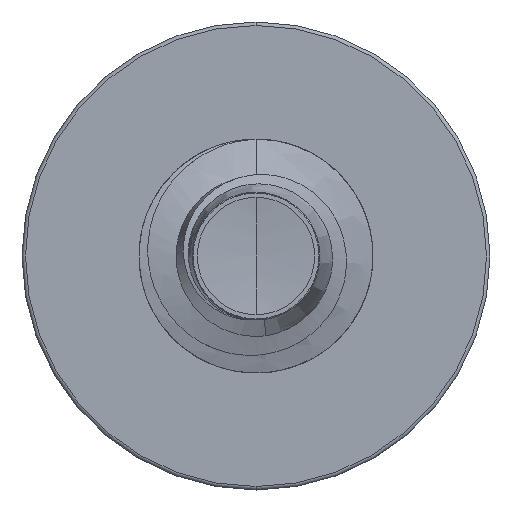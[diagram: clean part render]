
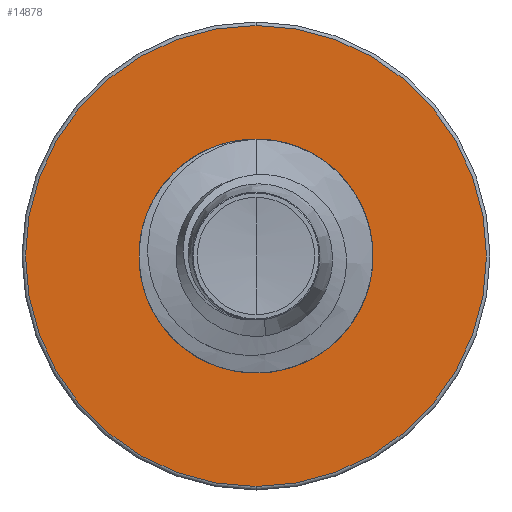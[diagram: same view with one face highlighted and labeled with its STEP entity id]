
A CAD part, front view. The second image highlights one B-rep face of the part: STEP entity #14878.
In plain terms, the highlighted planar face has unit normal (0, -1, 0).
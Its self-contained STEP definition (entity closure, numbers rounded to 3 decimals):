
#217 = EDGE_CURVE ( 'NONE', #16176, #3269, #5024, .T. ) ;
#1527 = ORIENTED_EDGE ( 'NONE', *, *, #4212, .F. ) ;
#1884 = EDGE_LOOP ( 'NONE', ( #8177, #14825 ) ) ;
#2021 = AXIS2_PLACEMENT_3D ( 'NONE', #11646, #4161, #12898 ) ;
#2109 = VERTEX_POINT ( 'NONE', #10485 ) ;
#2900 = VERTEX_POINT ( 'NONE', #12292 ) ;
#3269 = VERTEX_POINT ( 'NONE', #14696 ) ;
#4161 = DIRECTION ( 'NONE',  ( 0., 1., 0. ) ) ;
#4212 = EDGE_CURVE ( 'NONE', #3269, #16176, #15362, .T. ) ;
#4386 = DIRECTION ( 'NONE',  ( 0., 0., 1. ) ) ;
#4443 = DIRECTION ( 'NONE',  ( 0., 1., 0. ) ) ;
#4867 = ORIENTED_EDGE ( 'NONE', *, *, #217, .F. ) ;
#5024 = CIRCLE ( 'NONE', #5481, 3.94 ) ;
#5028 = DIRECTION ( 'NONE',  ( 0., 1., 0. ) ) ;
#5481 = AXIS2_PLACEMENT_3D ( 'NONE', #15258, #10750, #4386 ) ;
#5945 = FACE_BOUND ( 'NONE', #1884, .T. ) ;
#6009 = EDGE_LOOP ( 'NONE', ( #1527, #4867 ) ) ;
#6616 = DIRECTION ( 'NONE',  ( 0., 0., 1. ) ) ;
#8177 = ORIENTED_EDGE ( 'NONE', *, *, #9040, .T. ) ;
#9040 = EDGE_CURVE ( 'NONE', #2900, #2109, #11250, .T. ) ;
#9079 = PLANE ( 'NONE',  #16065 ) ;
#9287 = FACE_OUTER_BOUND ( 'NONE', #6009, .T. ) ;
#10072 = CIRCLE ( 'NONE', #14712, 1.989 ) ;
#10485 = CARTESIAN_POINT ( 'NONE',  ( 0., 11., -1.989 ) ) ;
#10750 = DIRECTION ( 'NONE',  ( 0., 1., 0. ) ) ;
#11250 = CIRCLE ( 'NONE', #15639, 1.989 ) ;
#11646 = CARTESIAN_POINT ( 'NONE',  ( 0., 11., 0. ) ) ;
#11924 = CARTESIAN_POINT ( 'NONE',  ( 0., 11., 0. ) ) ;
#12292 = CARTESIAN_POINT ( 'NONE',  ( 0., 11., 1.989 ) ) ;
#12508 = CARTESIAN_POINT ( 'NONE',  ( 0., 11., 0. ) ) ;
#12829 = CARTESIAN_POINT ( 'NONE',  ( 0., 11., -1.989 ) ) ;
#12898 = DIRECTION ( 'NONE',  ( 0., 0., 1. ) ) ;
#13169 = DIRECTION ( 'NONE',  ( 0., 0., 1. ) ) ;
#13756 = DIRECTION ( 'NONE',  ( 0., 0., 1. ) ) ;
#14085 = DIRECTION ( 'NONE',  ( 0., 1., 0. ) ) ;
#14137 = EDGE_CURVE ( 'NONE', #2109, #2900, #10072, .T. ) ;
#14696 = CARTESIAN_POINT ( 'NONE',  ( 0., 11., 3.94 ) ) ;
#14712 = AXIS2_PLACEMENT_3D ( 'NONE', #12508, #5028, #13756 ) ;
#14825 = ORIENTED_EDGE ( 'NONE', *, *, #14137, .T. ) ;
#14878 = ADVANCED_FACE ( 'NONE', ( #9287, #5945 ), #9079, .F. ) ;
#15258 = CARTESIAN_POINT ( 'NONE',  ( 0., 11., 0. ) ) ;
#15362 = CIRCLE ( 'NONE', #2021, 3.94 ) ;
#15639 = AXIS2_PLACEMENT_3D ( 'NONE', #11924, #4443, #13169 ) ;
#16065 = AXIS2_PLACEMENT_3D ( 'NONE', #12829, #14085, #6616 ) ;
#16125 = CARTESIAN_POINT ( 'NONE',  ( 0., 11., -3.94 ) ) ;
#16176 = VERTEX_POINT ( 'NONE', #16125 ) ;
